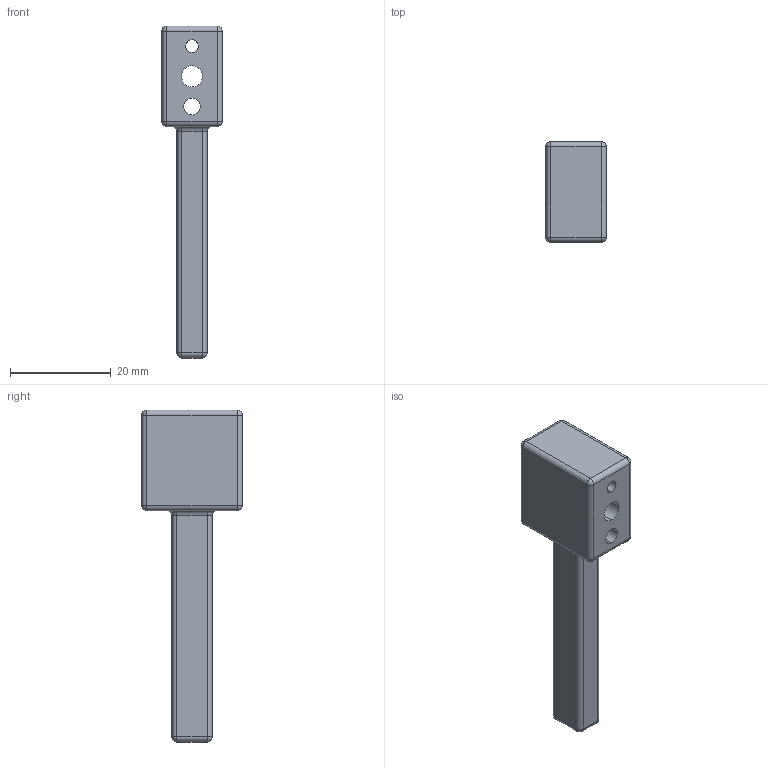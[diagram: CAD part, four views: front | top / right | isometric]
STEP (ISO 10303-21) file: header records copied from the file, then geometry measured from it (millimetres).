
FILE_DESCRIPTION (( 'STEP AP214' ), '1' );
FILE_NAME ('CHR_01(²âÁ¿¿é).STEP', '2022-11-30T06:08:51', ( '' ), ( '' ), 'SwSTEP 2.0', 'SolidWorks 2020', '' );
FILE_SCHEMA (( 'AUTOMOTIVE_DESIGN' ));
Length unit declared in the file: millimetre
Products named in the file (1): CHR_01(聆講輸)
Bounding box: 12 x 20 x 66 mm (x, y, z)
Volume: 6379.5 mm3; surface area: 3429.7 mm2
Topology: 1 solids, 1 shells, 57 faces, 130 edges, 64 vertices
Faces by surface type: cylinder 30, sphere 12, plane 11, torus 4
Entity records: 1596 total; most frequent: DIRECTION 298, CARTESIAN_POINT 240, ORIENTED_EDGE 236, AXIS2_PLACEMENT_3D 122, EDGE_CURVE 118, CIRCLE 64, VERTEX_POINT 64, EDGE_LOOP 64
